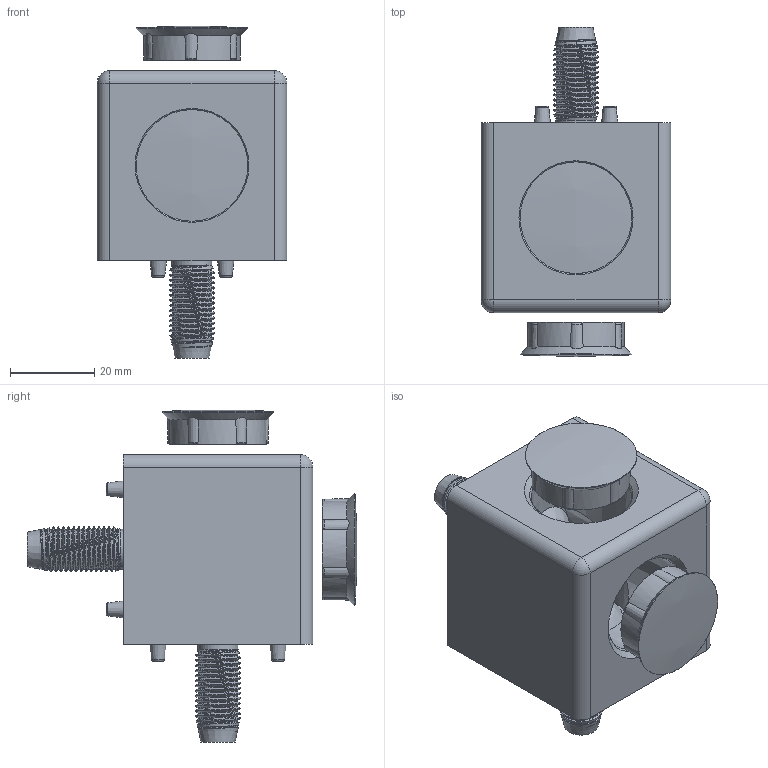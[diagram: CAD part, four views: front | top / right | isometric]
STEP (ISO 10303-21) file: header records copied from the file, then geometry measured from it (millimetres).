
FILE_DESCRIPTION(/* description */ (''),/* implementation_level */ '2;1');
FILE_NAME(/* name */ 'VB-3335_Würfelverbindersatz_2D45-10.stp',/* time_stamp */ '2020-07-21T11:36:04+02:00',/* author */ ('jmaun'),/* organization */ (''),/* preprocessor_version */ 'ST-DEVELOPER v17',/* originating_system */ 'Autodesk Inventor 2019',/* authorisation */ '');
FILE_SCHEMA (('AUTOMOTIVE_DESIGN { 1 0 10303 214 3 1 1 }'));
Length unit declared in the file: millimetre
Products named in the file (1): VB-3335_Würfelverbindersatz_2D45-10
Bounding box: 45 x 78.08 x 78.78 mm (x, y, z)
Volume: 73978.6 mm3; surface area: 23704.3 mm2
Topology: 5 solids, 5 shells, 316 faces, 913 edges, 619 vertices
Faces by surface type: plane 129, cylinder 101, cone 48, torus 26, bspline 8, sphere 4
Full cylindrical faces by diameter (mm): 9.5 x2, 9.9 x2, 10.7 x22, 13 x2, 19.6 x2, 26.5 x2
Entity records: 19866 total; most frequent: CARTESIAN_POINT 11353, ORIENTED_EDGE 1822, DIRECTION 1610, EDGE_CURVE 911, AXIS2_PLACEMENT_3D 634, VERTEX_POINT 619, LINE 342, VECTOR 342
